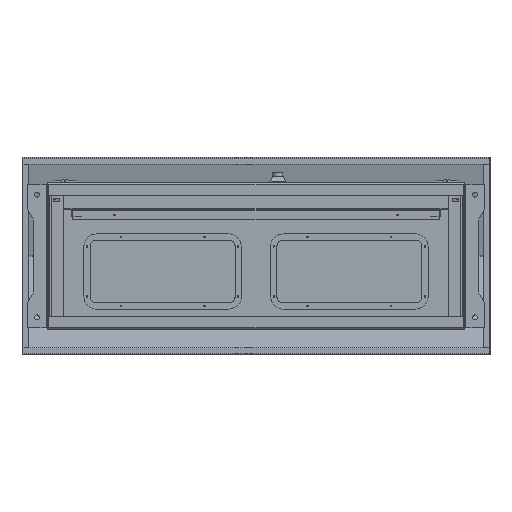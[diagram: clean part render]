
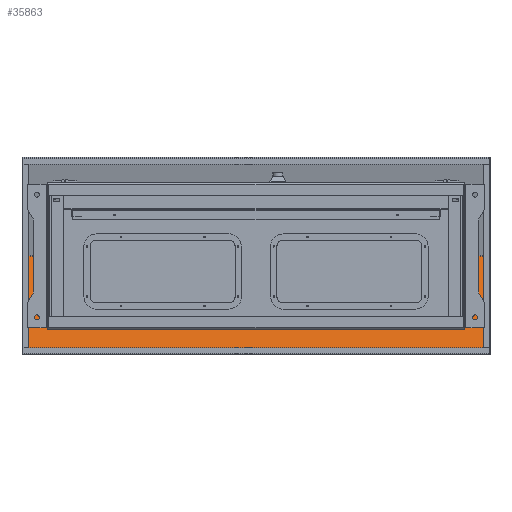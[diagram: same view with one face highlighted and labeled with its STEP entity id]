
A CAD part, front view. The second image highlights one B-rep face of the part: STEP entity #35863.
In plain terms, the highlighted free-form (B-spline) face has degree [1, 1] with [2, 2] control points.
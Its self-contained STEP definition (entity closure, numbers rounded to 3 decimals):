
#34892 = VERTEX_POINT('',#34893);
#34893 = CARTESIAN_POINT('',(825.717,1289.791,
    940.451));
#34909 = VERTEX_POINT('',#34910);
#34910 = CARTESIAN_POINT('',(818.909,1291.606,
    947.013));
#34915 = EDGE_CURVE('',#34892,#34909,#34916,.T.);
#34916 = ( BOUNDED_CURVE() B_SPLINE_CURVE(2,(#34917,#34918,#34919),
.UNSPECIFIED.,.F.,.F.) B_SPLINE_CURVE_WITH_KNOTS((3,3),(1.571,
3.142),.PIECEWISE_BEZIER_KNOTS.) CURVE() 
GEOMETRIC_REPRESENTATION_ITEM() RATIONAL_B_SPLINE_CURVE((1.,
0.707,1.)) REPRESENTATION_ITEM('') );
#34917 = CARTESIAN_POINT('',(825.717,1289.791,
    940.451));
#34918 = CARTESIAN_POINT('',(825.717,1291.606,
    947.013));
#34919 = CARTESIAN_POINT('',(818.909,1291.606,
    947.013));
#34932 = VERTEX_POINT('',#34933);
#34933 = CARTESIAN_POINT('',(-187.135,1289.791,
    940.451));
#34949 = VERTEX_POINT('',#34950);
#34950 = CARTESIAN_POINT('',(-193.943,1291.606,
    947.013));
#34955 = EDGE_CURVE('',#34932,#34949,#34956,.T.);
#34956 = ( BOUNDED_CURVE() B_SPLINE_CURVE(2,(#34957,#34958,#34959),
.UNSPECIFIED.,.F.,.F.) B_SPLINE_CURVE_WITH_KNOTS((3,3),(1.571,
3.142),.PIECEWISE_BEZIER_KNOTS.) CURVE() 
GEOMETRIC_REPRESENTATION_ITEM() RATIONAL_B_SPLINE_CURVE((1.,
0.707,1.)) REPRESENTATION_ITEM('') );
#34957 = CARTESIAN_POINT('',(-187.135,1289.791,
    940.451));
#34958 = CARTESIAN_POINT('',(-187.135,1291.606,
    947.013));
#34959 = CARTESIAN_POINT('',(-193.943,1291.606,
    947.013));
#35184 = VERTEX_POINT('',#35185);
#35185 = CARTESIAN_POINT('',(899.036,1262.797,
    842.857));
#35213 = EDGE_CURVE('',#35184,#35214,#35216,.T.);
#35214 = VERTEX_POINT('',#35215);
#35215 = CARTESIAN_POINT('',(899.036,1330.589,
    1087.953));
#35216 = B_SPLINE_CURVE_WITH_KNOTS('',1,(#35217,#35218),.UNSPECIFIED.,
  .F.,.F.,(2,2),(-243.063,-0.277),
  .PIECEWISE_BEZIER_KNOTS.);
#35217 = CARTESIAN_POINT('',(899.036,1262.797,
    842.857));
#35218 = CARTESIAN_POINT('',(899.036,1330.589,
    1087.953));
#35251 = VERTEX_POINT('',#35252);
#35252 = CARTESIAN_POINT('',(-274.071,1262.797,
    842.857));
#35358 = VERTEX_POINT('',#35359);
#35359 = CARTESIAN_POINT('',(-274.071,1330.589,
    1087.953));
#35395 = EDGE_CURVE('',#35251,#35358,#35396,.T.);
#35396 = B_SPLINE_CURVE_WITH_KNOTS('',1,(#35397,#35398),.UNSPECIFIED.,
  .F.,.F.,(2,2),(-243.063,-0.277),
  .PIECEWISE_BEZIER_KNOTS.);
#35397 = CARTESIAN_POINT('',(-274.071,1262.797,
    842.857));
#35398 = CARTESIAN_POINT('',(-274.071,1330.589,
    1087.953));
#35851 = EDGE_CURVE('',#35214,#35358,#35852,.T.);
#35852 = B_SPLINE_CURVE_WITH_KNOTS('',1,(#35853,#35854),.UNSPECIFIED.,
  .F.,.F.,(2,2),(-0.,1120.),.PIECEWISE_BEZIER_KNOTS.);
#35853 = CARTESIAN_POINT('',(899.036,1330.589,
    1087.953));
#35854 = CARTESIAN_POINT('',(-274.071,1330.589,
    1087.953));
#35863 = ADVANCED_FACE('',(#35864,#35897,#35930),#35940,.T.);
#35864 = FACE_BOUND('',#35865,.T.);
#35865 = EDGE_LOOP('',(#35866,#35867,#35874,#35884,#35891));
#35866 = ORIENTED_EDGE('',*,*,#34915,.F.);
#35867 = ORIENTED_EDGE('',*,*,#35868,.F.);
#35868 = EDGE_CURVE('',#35869,#34892,#35871,.T.);
#35869 = VERTEX_POINT('',#35870);
#35870 = CARTESIAN_POINT('',(825.717,1288.395,
    935.404));
#35871 = B_SPLINE_CURVE_WITH_KNOTS('',1,(#35872,#35873),.UNSPECIFIED.,
  .F.,.F.,(2,2),(-151.388,-146.388),
  .PIECEWISE_BEZIER_KNOTS.);
#35872 = CARTESIAN_POINT('',(825.717,1288.395,
    935.404));
#35873 = CARTESIAN_POINT('',(825.717,1289.791,
    940.451));
#35874 = ORIENTED_EDGE('',*,*,#35875,.F.);
#35875 = EDGE_CURVE('',#35876,#35869,#35878,.T.);
#35876 = VERTEX_POINT('',#35877);
#35877 = CARTESIAN_POINT('',(812.101,1288.395,
    935.404));
#35878 = ( BOUNDED_CURVE() B_SPLINE_CURVE(2,(#35879,#35880,#35881,#35882
,#35883),.UNSPECIFIED.,.F.,.F.) B_SPLINE_CURVE_WITH_KNOTS((3,2,3),(
    4.712,6.283,7.854),
.PIECEWISE_BEZIER_KNOTS.) CURVE() GEOMETRIC_REPRESENTATION_ITEM() 
RATIONAL_B_SPLINE_CURVE((1.,0.707,1.,0.707,1.)) 
REPRESENTATION_ITEM('') );
#35879 = CARTESIAN_POINT('',(812.101,1288.395,
    935.404));
#35880 = CARTESIAN_POINT('',(812.101,1286.58,
    928.842));
#35881 = CARTESIAN_POINT('',(818.909,1286.58,
    928.842));
#35882 = CARTESIAN_POINT('',(825.717,1286.58,
    928.842));
#35883 = CARTESIAN_POINT('',(825.717,1288.395,
    935.404));
#35884 = ORIENTED_EDGE('',*,*,#35885,.F.);
#35885 = EDGE_CURVE('',#35886,#35876,#35888,.T.);
#35886 = VERTEX_POINT('',#35887);
#35887 = CARTESIAN_POINT('',(812.101,1289.791,
    940.451));
#35888 = B_SPLINE_CURVE_WITH_KNOTS('',1,(#35889,#35890),.UNSPECIFIED.,
  .F.,.F.,(2,2),(146.388,151.388),
  .PIECEWISE_BEZIER_KNOTS.);
#35889 = CARTESIAN_POINT('',(812.101,1289.791,
    940.451));
#35890 = CARTESIAN_POINT('',(812.101,1288.395,
    935.404));
#35891 = ORIENTED_EDGE('',*,*,#35892,.F.);
#35892 = EDGE_CURVE('',#34909,#35886,#35893,.T.);
#35893 = ( BOUNDED_CURVE() B_SPLINE_CURVE(2,(#35894,#35895,#35896),
.UNSPECIFIED.,.F.,.F.) B_SPLINE_CURVE_WITH_KNOTS((3,3),(3.142,
4.712),.PIECEWISE_BEZIER_KNOTS.) CURVE() 
GEOMETRIC_REPRESENTATION_ITEM() RATIONAL_B_SPLINE_CURVE((1.,
0.707,1.)) REPRESENTATION_ITEM('') );
#35894 = CARTESIAN_POINT('',(818.909,1291.606,
    947.013));
#35895 = CARTESIAN_POINT('',(812.101,1291.606,
    947.013));
#35896 = CARTESIAN_POINT('',(812.101,1289.791,
    940.451));
#35897 = FACE_BOUND('',#35898,.T.);
#35898 = EDGE_LOOP('',(#35899,#35900,#35907,#35917,#35924));
#35899 = ORIENTED_EDGE('',*,*,#34955,.F.);
#35900 = ORIENTED_EDGE('',*,*,#35901,.F.);
#35901 = EDGE_CURVE('',#35902,#34932,#35904,.T.);
#35902 = VERTEX_POINT('',#35903);
#35903 = CARTESIAN_POINT('',(-187.135,1288.395,
    935.404));
#35904 = B_SPLINE_CURVE_WITH_KNOTS('',1,(#35905,#35906),.UNSPECIFIED.,
  .F.,.F.,(2,2),(-151.388,-146.388),
  .PIECEWISE_BEZIER_KNOTS.);
#35905 = CARTESIAN_POINT('',(-187.135,1288.395,
    935.404));
#35906 = CARTESIAN_POINT('',(-187.135,1289.791,
    940.451));
#35907 = ORIENTED_EDGE('',*,*,#35908,.F.);
#35908 = EDGE_CURVE('',#35909,#35902,#35911,.T.);
#35909 = VERTEX_POINT('',#35910);
#35910 = CARTESIAN_POINT('',(-200.751,1288.395,
    935.404));
#35911 = ( BOUNDED_CURVE() B_SPLINE_CURVE(2,(#35912,#35913,#35914,#35915
,#35916),.UNSPECIFIED.,.F.,.F.) B_SPLINE_CURVE_WITH_KNOTS((3,2,3),(
    4.712,6.283,7.854),
.PIECEWISE_BEZIER_KNOTS.) CURVE() GEOMETRIC_REPRESENTATION_ITEM() 
RATIONAL_B_SPLINE_CURVE((1.,0.707,1.,0.707,1.)) 
REPRESENTATION_ITEM('') );
#35912 = CARTESIAN_POINT('',(-200.751,1288.395,
    935.404));
#35913 = CARTESIAN_POINT('',(-200.751,1286.58,
    928.842));
#35914 = CARTESIAN_POINT('',(-193.943,1286.58,
    928.842));
#35915 = CARTESIAN_POINT('',(-187.135,1286.58,
    928.842));
#35916 = CARTESIAN_POINT('',(-187.135,1288.395,
    935.404));
#35917 = ORIENTED_EDGE('',*,*,#35918,.F.);
#35918 = EDGE_CURVE('',#35919,#35909,#35921,.T.);
#35919 = VERTEX_POINT('',#35920);
#35920 = CARTESIAN_POINT('',(-200.751,1289.791,
    940.451));
#35921 = B_SPLINE_CURVE_WITH_KNOTS('',1,(#35922,#35923),.UNSPECIFIED.,
  .F.,.F.,(2,2),(146.388,151.388),
  .PIECEWISE_BEZIER_KNOTS.);
#35922 = CARTESIAN_POINT('',(-200.751,1289.791,
    940.451));
#35923 = CARTESIAN_POINT('',(-200.751,1288.395,
    935.404));
#35924 = ORIENTED_EDGE('',*,*,#35925,.F.);
#35925 = EDGE_CURVE('',#34949,#35919,#35926,.T.);
#35926 = ( BOUNDED_CURVE() B_SPLINE_CURVE(2,(#35927,#35928,#35929),
.UNSPECIFIED.,.F.,.F.) B_SPLINE_CURVE_WITH_KNOTS((3,3),(3.142,
4.712),.PIECEWISE_BEZIER_KNOTS.) CURVE() 
GEOMETRIC_REPRESENTATION_ITEM() RATIONAL_B_SPLINE_CURVE((1.,
0.707,1.)) REPRESENTATION_ITEM('') );
#35927 = CARTESIAN_POINT('',(-193.943,1291.606,
    947.013));
#35928 = CARTESIAN_POINT('',(-200.751,1291.606,
    947.013));
#35929 = CARTESIAN_POINT('',(-200.751,1289.791,
    940.451));
#35930 = FACE_BOUND('',#35931,.T.);
#35931 = EDGE_LOOP('',(#35932,#35933,#35938,#35939));
#35932 = ORIENTED_EDGE('',*,*,#35395,.F.);
#35933 = ORIENTED_EDGE('',*,*,#35934,.F.);
#35934 = EDGE_CURVE('',#35184,#35251,#35935,.T.);
#35935 = B_SPLINE_CURVE_WITH_KNOTS('',1,(#35936,#35937),.UNSPECIFIED.,
  .F.,.F.,(2,2),(-0.,1120.),.PIECEWISE_BEZIER_KNOTS.);
#35936 = CARTESIAN_POINT('',(899.036,1262.797,
    842.857));
#35937 = CARTESIAN_POINT('',(-274.071,1262.797,
    842.857));
#35938 = ORIENTED_EDGE('',*,*,#35213,.T.);
#35939 = ORIENTED_EDGE('',*,*,#35851,.T.);
#35940 = B_SPLINE_SURFACE_WITH_KNOTS('',1,1,(
    (#35941,#35942)
    ,(#35943,#35944
    )),.UNSPECIFIED.,.F.,.F.,.F.,(2,2),(2,2),(0.277,
    243.063),(-1120.,0.),.PIECEWISE_BEZIER_KNOTS.);
#35941 = CARTESIAN_POINT('',(-274.071,1330.589,
    1087.953));
#35942 = CARTESIAN_POINT('',(899.036,1330.589,
    1087.953));
#35943 = CARTESIAN_POINT('',(-274.071,1262.797,
    842.857));
#35944 = CARTESIAN_POINT('',(899.036,1262.797,
    842.857));
